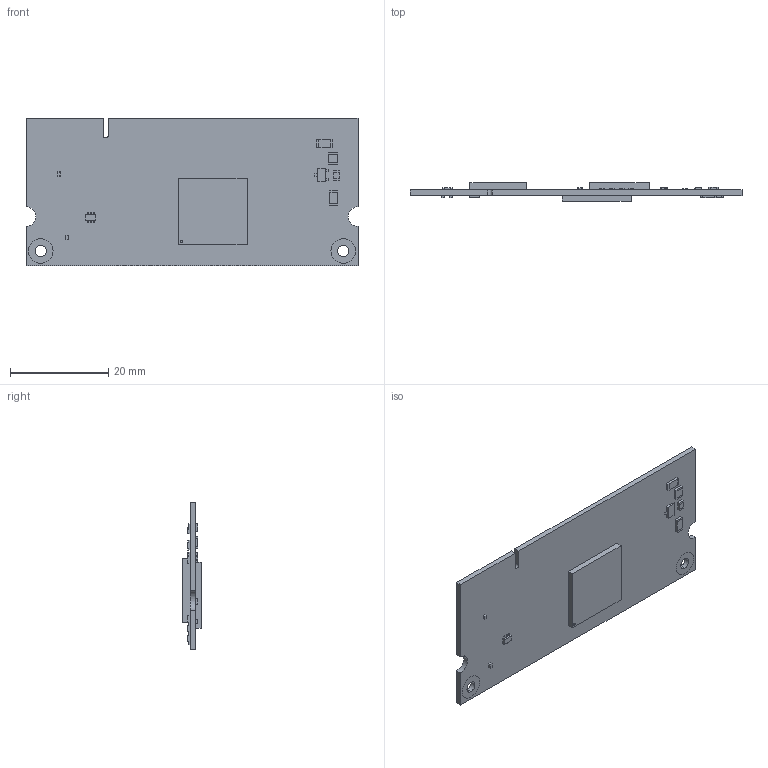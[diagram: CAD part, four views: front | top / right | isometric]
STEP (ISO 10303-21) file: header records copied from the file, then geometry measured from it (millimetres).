
FILE_DESCRIPTION (( 'STEP AP214' ), '1' );
FILE_NAME ('RASPBERRYPI-CM3.STEP', '2018-11-04T12:07:22', ( '' ), ( '' ), 'SwSTEP 2.0', 'SolidWorks 2017', '' );
FILE_SCHEMA (( 'AUTOMOTIVE_DESIGN' ));
Length unit declared in the file: millimetre
Products named in the file (1): RASPBERRYPI-CM3
Bounding box: 67.6 x 3.8 x 30 mm (x, y, z)
Volume: 2902.5 mm3; surface area: 5760.9 mm2
Topology: 100 solids, 100 shells, 613 faces, 1236 edges, 824 vertices
Faces by surface type: plane 594, cylinder 19
Entity records: 18965 total; most frequent: CARTESIAN_POINT 2674, DIRECTION 2502, ORIENTED_EDGE 2472, EDGE_CURVE 1236, LINE 1198, VECTOR 1198, VERTEX_POINT 824, AXIS2_PLACEMENT_3D 652
